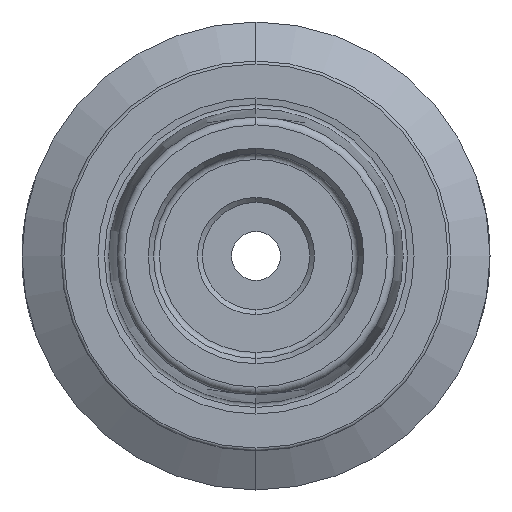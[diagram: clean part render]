
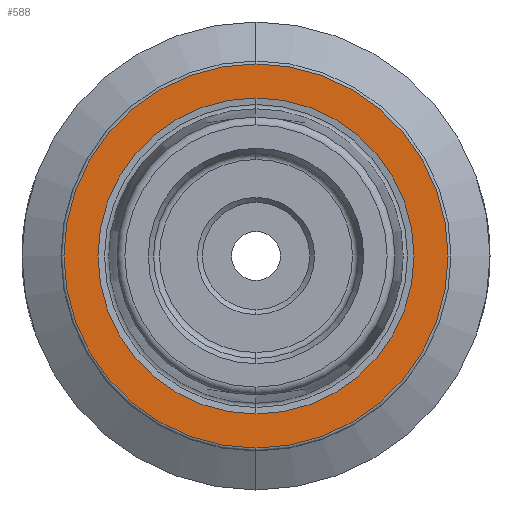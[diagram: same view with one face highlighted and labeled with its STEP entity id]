
A CAD part, left-side view. The second image highlights one B-rep face of the part: STEP entity #588.
In plain terms, the highlighted planar face has unit normal (-1, 0, 0).
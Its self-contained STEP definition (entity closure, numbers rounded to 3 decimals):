
#84 = EDGE_CURVE ( 'NONE', #187, #188, #1320, .T. ) ;
#92 = EDGE_CURVE ( 'NONE', #180, #185, #1329, .T. ) ;
#180 = VERTEX_POINT ( 'NONE', #1513 ) ;
#185 = VERTEX_POINT ( 'NONE', #1518 ) ;
#187 = VERTEX_POINT ( 'NONE', #1520 ) ;
#188 = VERTEX_POINT ( 'NONE', #1521 ) ;
#500 = CARTESIAN_POINT ( 'NONE',  ( 0., 0., 0. ) ) ;
#501 = DIRECTION ( 'NONE',  ( -1., 0., 0. ) ) ;
#502 = DIRECTION ( 'NONE',  ( 0., 0., 1. ) ) ;
#520 = CARTESIAN_POINT ( 'NONE',  ( 0., 0., 0. ) ) ;
#521 = DIRECTION ( 'NONE',  ( -1., 0., 0. ) ) ;
#522 = DIRECTION ( 'NONE',  ( 0., 0., 1. ) ) ;
#588 = ADVANCED_FACE ( 'NONE', ( #2231, #2226 ), #1873, .F. ) ;
#792 = ORIENTED_EDGE ( 'NONE', *, *, #1045, .F. ) ;
#793 = ORIENTED_EDGE ( 'NONE', *, *, #92, .F. ) ;
#794 = ORIENTED_EDGE ( 'NONE', *, *, #84, .T. ) ;
#795 = ORIENTED_EDGE ( 'NONE', *, *, #1044, .T. ) ;
#901 = EDGE_LOOP ( 'NONE', ( #794, #795 ) ) ;
#905 = EDGE_LOOP ( 'NONE', ( #792, #793 ) ) ;
#1044 = EDGE_CURVE ( 'NONE', #188, #187, #2489, .T. ) ;
#1045 = EDGE_CURVE ( 'NONE', #185, #180, #2490, .T. ) ;
#1175 = AXIS2_PLACEMENT_3D ( 'NONE', #500, #501, #502 ) ;
#1180 = AXIS2_PLACEMENT_3D ( 'NONE', #520, #521, #522 ) ;
#1320 = CIRCLE ( 'NONE', #1175, 19.7 ) ;
#1329 = CIRCLE ( 'NONE', #1180, 16.207 ) ;
#1513 = CARTESIAN_POINT ( 'NONE',  ( 0., 0., -16.207 ) ) ;
#1518 = CARTESIAN_POINT ( 'NONE',  ( 0., 0., 16.207 ) ) ;
#1520 = CARTESIAN_POINT ( 'NONE',  ( 0., 0., 19.7 ) ) ;
#1521 = CARTESIAN_POINT ( 'NONE',  ( 0., 0., -19.7 ) ) ;
#1870 = DIRECTION ( 'NONE',  ( 1., 0., 0. ) ) ;
#1872 = CARTESIAN_POINT ( 'NONE',  ( 0., 19.7, 0. ) ) ;
#1873 = PLANE ( 'NONE',  #2102 ) ;
#1875 = DIRECTION ( 'NONE',  ( 0., 0., -1. ) ) ;
#2102 = AXIS2_PLACEMENT_3D ( 'NONE', #1872, #1870, #1875 ) ;
#2226 = FACE_OUTER_BOUND ( 'NONE', #901, .T. ) ;
#2231 = FACE_BOUND ( 'NONE', #905, .T. ) ;
#2489 = CIRCLE ( 'NONE', #2761, 19.7 ) ;
#2490 = CIRCLE ( 'NONE', #2762, 16.207 ) ;
#2761 = AXIS2_PLACEMENT_3D ( 'NONE', #3417, #3418, #3419 ) ;
#2762 = AXIS2_PLACEMENT_3D ( 'NONE', #3420, #3421, #3422 ) ;
#3417 = CARTESIAN_POINT ( 'NONE',  ( 0., 0., 0. ) ) ;
#3418 = DIRECTION ( 'NONE',  ( -1., 0., 0. ) ) ;
#3419 = DIRECTION ( 'NONE',  ( 0., 0., 1. ) ) ;
#3420 = CARTESIAN_POINT ( 'NONE',  ( 0., 0., 0. ) ) ;
#3421 = DIRECTION ( 'NONE',  ( -1., 0., 0. ) ) ;
#3422 = DIRECTION ( 'NONE',  ( 0., 0., 1. ) ) ;
